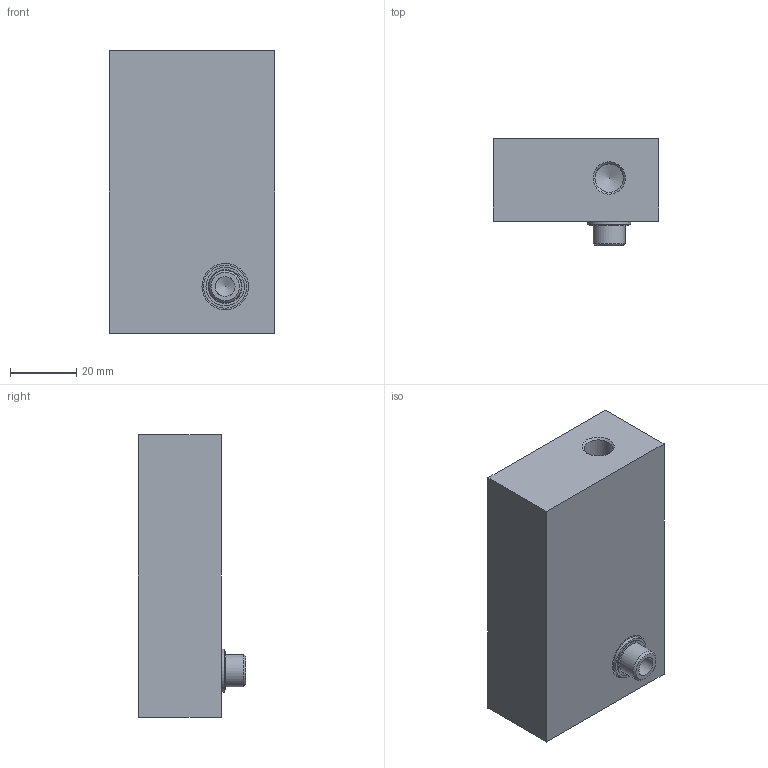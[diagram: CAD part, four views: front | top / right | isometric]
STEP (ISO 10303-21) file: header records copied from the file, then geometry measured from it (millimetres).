
FILE_DESCRIPTION(/* description */ ('STEP AP214'),/* implementation_level */ '2;1');
FILE_NAME(/* name */ '8131546_DADG-FM-VDE1G18',/* time_stamp */ '2024-08-08T08:24:17+02:00',/* author */ ('License CC BY-ND 4.0'),/* organization */ ('CADENAS'),/* preprocessor_version */ 'ST-DEVELOPER v19.3',/* originating_system */ 'PARTsolutions',/* authorisation */ ' ');
FILE_SCHEMA (('AUTOMOTIVE_DESIGN {1 0 10303 214 3 1 1}'));
Length unit declared in the file: millimetre
Products named in the file (4): 8131546 DADG-FM-VDE1G18---(high); 8131546 DADG-FM-VDE1G18---(high_aplatte); 33840 OL-1/8; 8131546 DADG-1/8---(high)
Assembly tree (4 placements, depth 2):
  8131546 DADG-FM-VDE1G18---(high)
    8131546 DADG-FM-VDE1G18---(high_aplatte)
    33840 OL-1/8  x2
    8131546 DADG-1/8---(high)
Bounding box: 50 x 32.3 x 85 mm (x, y, z)
Volume: 95231 mm3; surface area: 21117.3 mm2
Topology: 4 solids, 4 shells, 164 faces, 410 edges, 268 vertices
Faces by surface type: cylinder 73, plane 68, cone 23
Full cylindrical faces by diameter (mm): 4.134 x2, 5 x2, 6 x1, 6.8 x1, 8 x1, 8.566 x1, 9.728 x2, 10 x1, 10.2 x2, 11.6 x4, 13 x2, 14 x1, 15 x2, 22 x1
Entity records: 3266 total; most frequent: CARTESIAN_POINT 708, DIRECTION 530, ORIENTED_EDGE 446, AXIS2_PLACEMENT_3D 226, EDGE_CURVE 223, FACE_BOUND 170, VERTEX_POINT 165, EDGE_LOOP 163
